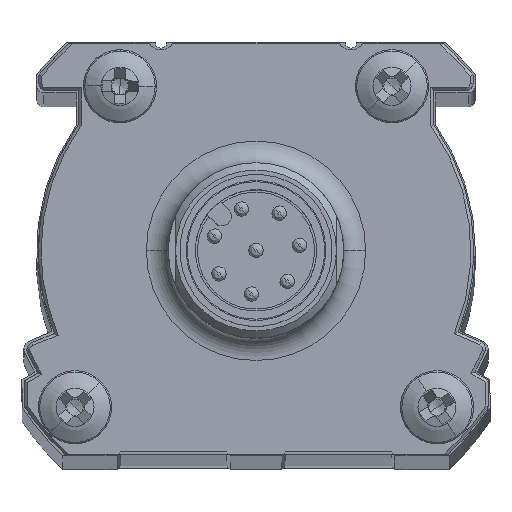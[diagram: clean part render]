
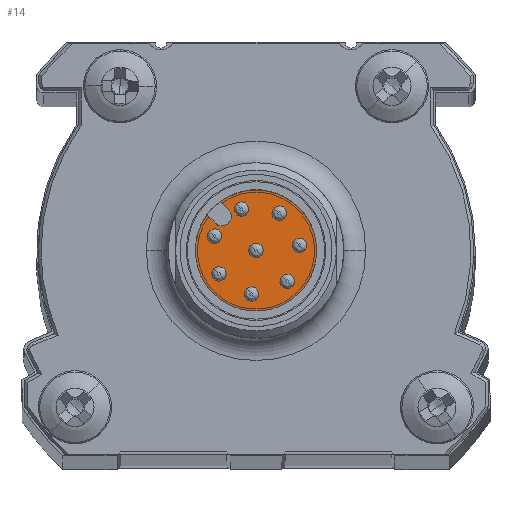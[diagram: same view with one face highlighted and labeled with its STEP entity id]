
A CAD part, top view. The second image highlights one B-rep face of the part: STEP entity #14.
In plain terms, the highlighted planar face has unit normal (0, 0, 1).
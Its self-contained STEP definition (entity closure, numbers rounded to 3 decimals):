
#14 = ADVANCED_FACE ( 'NONE', ( #17034 ), #11523, .F. ) ;
#83 = CARTESIAN_POINT ( 'NONE',  ( -1.874, 2.793, 355.732 ) ) ;
#163 = EDGE_CURVE ( 'NONE', #13085, #17628, #5210, .T. ) ;
#1506 = CARTESIAN_POINT ( 'NONE',  ( 0., 0., 355.732 ) ) ;
#1703 = VERTEX_POINT ( 'NONE', #83 ) ;
#1867 = CARTESIAN_POINT ( 'NONE',  ( -2.793, 1.874, 355.732 ) ) ;
#2603 = CARTESIAN_POINT ( 'NONE',  ( 0., 0., 355.732 ) ) ;
#4232 = CARTESIAN_POINT ( 'NONE',  ( 2.934, -2.934, 355.732 ) ) ;
#5111 = VECTOR ( 'NONE', #11126, 1000. ) ;
#5126 = LINE ( 'NONE', #5413, #5111 ) ;
#5210 = CIRCLE ( 'NONE', #6123, 4.15 ) ;
#5413 = CARTESIAN_POINT ( 'NONE',  ( -2.439, 3.358, 355.732 ) ) ;
#5718 = DIRECTION ( 'NONE',  ( 0., 0., -1. ) ) ;
#5895 = CARTESIAN_POINT ( 'NONE',  ( -2.333, 2.333, 355.732 ) ) ;
#6064 = ORIENTED_EDGE ( 'NONE', *, *, #163, .T. ) ;
#6123 = AXIS2_PLACEMENT_3D ( 'NONE', #7677, #11886, #13198 ) ;
#7119 = CARTESIAN_POINT ( 'NONE',  ( -2.793, 1.874, 355.732 ) ) ;
#7219 = DIRECTION ( 'NONE',  ( 0., 0., 1. ) ) ;
#7569 = DIRECTION ( 'NONE',  ( 0.707, -0.707, 0. ) ) ;
#7677 = CARTESIAN_POINT ( 'NONE',  ( 0., 0., 355.732 ) ) ;
#8318 = DIRECTION ( 'NONE',  ( 0., 0., 1. ) ) ;
#8357 = CARTESIAN_POINT ( 'NONE',  ( -3.358, 2.439, 355.732 ) ) ;
#8451 = EDGE_CURVE ( 'NONE', #17628, #18035, #16953, .T. ) ;
#8791 = AXIS2_PLACEMENT_3D ( 'NONE', #1506, #5718, #18352 ) ;
#8888 = AXIS2_PLACEMENT_3D ( 'NONE', #2603, #8318, #13745 ) ;
#9373 = ORIENTED_EDGE ( 'NONE', *, *, #11104, .F. ) ;
#9466 = EDGE_CURVE ( 'NONE', #13554, #1703, #14605, .T. ) ;
#11104 = EDGE_CURVE ( 'NONE', #13085, #13554, #14676, .T. ) ;
#11126 = DIRECTION ( 'NONE',  ( -0.707, 0.707, 0. ) ) ;
#11208 = EDGE_CURVE ( 'NONE', #1703, #18035, #5126, .T. ) ;
#11523 = PLANE ( 'NONE',  #8791 ) ;
#11609 = DIRECTION ( 'NONE',  ( -0.707, 0.707, 0. ) ) ;
#11886 = DIRECTION ( 'NONE',  ( 0., 0., 1. ) ) ;
#11984 = VECTOR ( 'NONE', #7569, 1000. ) ;
#12721 = ORIENTED_EDGE ( 'NONE', *, *, #9466, .F. ) ;
#13085 = VERTEX_POINT ( 'NONE', #8357 ) ;
#13198 = DIRECTION ( 'NONE',  ( 0.707, -0.707, 0. ) ) ;
#13554 = VERTEX_POINT ( 'NONE', #7119 ) ;
#13745 = DIRECTION ( 'NONE',  ( 0.707, -0.707, 0. ) ) ;
#13857 = CARTESIAN_POINT ( 'NONE',  ( -2.439, 3.358, 355.732 ) ) ;
#14605 = CIRCLE ( 'NONE', #14915, 0.65 ) ;
#14676 = LINE ( 'NONE', #1867, #11984 ) ;
#14915 = AXIS2_PLACEMENT_3D ( 'NONE', #5895, #7219, #11609 ) ;
#15152 = ORIENTED_EDGE ( 'NONE', *, *, #8451, .T. ) ;
#15644 = EDGE_LOOP ( 'NONE', ( #15935, #12721, #9373, #6064, #15152 ) ) ;
#15935 = ORIENTED_EDGE ( 'NONE', *, *, #11208, .F. ) ;
#16953 = CIRCLE ( 'NONE', #8888, 4.15 ) ;
#17034 = FACE_OUTER_BOUND ( 'NONE', #15644, .T. ) ;
#17628 = VERTEX_POINT ( 'NONE', #4232 ) ;
#18035 = VERTEX_POINT ( 'NONE', #13857 ) ;
#18352 = DIRECTION ( 'NONE',  ( 0.707, 0.707, 0. ) ) ;
